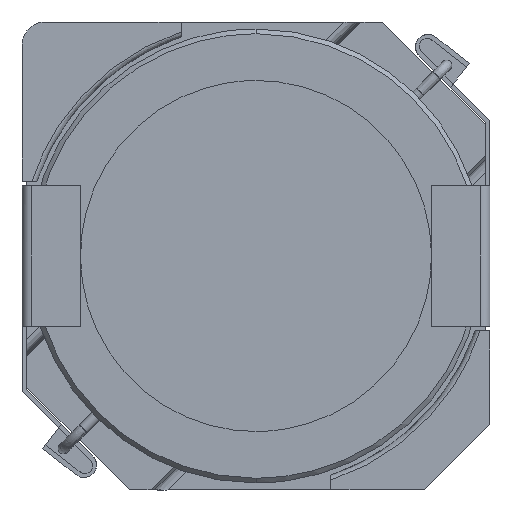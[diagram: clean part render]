
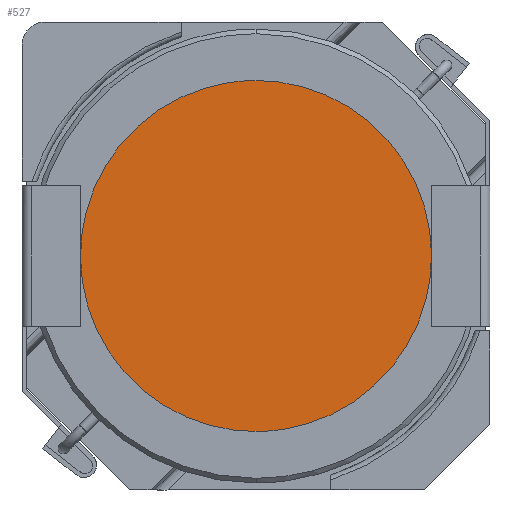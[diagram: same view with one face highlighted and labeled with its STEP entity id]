
A CAD part, front view. The second image highlights one B-rep face of the part: STEP entity #527.
In plain terms, the highlighted free-form (B-spline) face has degree [1, 1] with [2, 2] control points.
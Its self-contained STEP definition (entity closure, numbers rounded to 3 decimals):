
#266 = VERTEX_POINT('',#267);
#267 = CARTESIAN_POINT('',(0.,0.,3.674));
#272 = EDGE_CURVE('',#266,#273,#275,.T.);
#273 = VERTEX_POINT('',#274);
#274 = CARTESIAN_POINT('',(0.,0.,-3.674));
#275 = ( BOUNDED_CURVE() B_SPLINE_CURVE(2,(#276,#277,#278,#279,#280),
.UNSPECIFIED.,.F.,.F.) B_SPLINE_CURVE_WITH_KNOTS((3,2,3),(3.142,
4.712,6.283),.PIECEWISE_BEZIER_KNOTS.) CURVE() 
GEOMETRIC_REPRESENTATION_ITEM() RATIONAL_B_SPLINE_CURVE((1.,
0.707,1.,0.707,1.)) REPRESENTATION_ITEM('') );
#276 = CARTESIAN_POINT('',(0.,0.,3.674));
#277 = CARTESIAN_POINT('',(3.674,0.,3.674));
#278 = CARTESIAN_POINT('',(3.674,0.,0.));
#279 = CARTESIAN_POINT('',(3.674,0.,-3.674));
#280 = CARTESIAN_POINT('',(0.,0.,-3.674));
#499 = EDGE_CURVE('',#273,#266,#500,.T.);
#500 = ( BOUNDED_CURVE() B_SPLINE_CURVE(2,(#501,#502,#503,#504,#505),
.UNSPECIFIED.,.F.,.F.) B_SPLINE_CURVE_WITH_KNOTS((3,2,3),(0.,
1.571,3.142),.PIECEWISE_BEZIER_KNOTS.) CURVE() 
GEOMETRIC_REPRESENTATION_ITEM() RATIONAL_B_SPLINE_CURVE((1.,
0.707,1.,0.707,1.)) REPRESENTATION_ITEM('') );
#501 = CARTESIAN_POINT('',(0.,0.,-3.674));
#502 = CARTESIAN_POINT('',(-3.674,0.,-3.674));
#503 = CARTESIAN_POINT('',(-3.674,0.,0.));
#504 = CARTESIAN_POINT('',(-3.674,0.,3.674));
#505 = CARTESIAN_POINT('',(0.,0.,3.674));
#527 = ADVANCED_FACE('',(#528),#532,.F.);
#528 = FACE_BOUND('',#529,.T.);
#529 = EDGE_LOOP('',(#530,#531));
#530 = ORIENTED_EDGE('',*,*,#499,.F.);
#531 = ORIENTED_EDGE('',*,*,#272,.F.);
#532 = B_SPLINE_SURFACE_WITH_KNOTS('',1,1,(
    (#533,#534)
    ,(#535,#536
    )),.UNSPECIFIED.,.F.,.F.,.F.,(2,2),(2,2),(-3.75,3.75),(-3.75,3.75),
  .PIECEWISE_BEZIER_KNOTS.);
#533 = CARTESIAN_POINT('',(-3.674,0.,-3.674));
#534 = CARTESIAN_POINT('',(3.674,0.,-3.674));
#535 = CARTESIAN_POINT('',(-3.674,0.,3.674));
#536 = CARTESIAN_POINT('',(3.674,0.,3.674));
